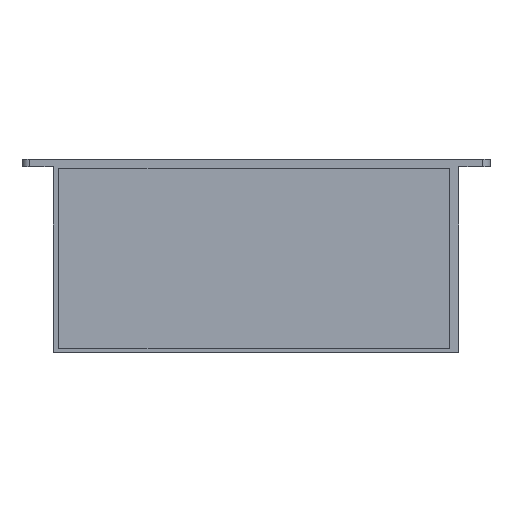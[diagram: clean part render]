
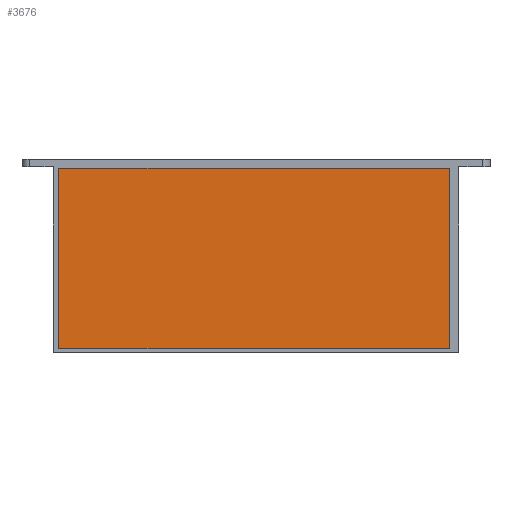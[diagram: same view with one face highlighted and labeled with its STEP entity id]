
A CAD part, front view. The second image highlights one B-rep face of the part: STEP entity #3676.
In plain terms, the highlighted planar face has unit normal (0, -1, 0).
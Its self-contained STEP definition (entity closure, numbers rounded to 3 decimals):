
#572=FACE_OUTER_BOUND('',#808,.T.);
#808=EDGE_LOOP('',(#3143,#3144,#3145,#3146));
#1095=LINE('',#8069,#1397);
#1096=LINE('',#8071,#1398);
#1097=LINE('',#8073,#1399);
#1098=LINE('',#8074,#1400);
#1397=VECTOR('',#4812,10.);
#1398=VECTOR('',#4813,10.);
#1399=VECTOR('',#4814,10.);
#1400=VECTOR('',#4815,10.);
#1756=VERTEX_POINT('',#8067);
#1757=VERTEX_POINT('',#8068);
#1758=VERTEX_POINT('',#8070);
#1759=VERTEX_POINT('',#8072);
#2251=EDGE_CURVE('',#1756,#1757,#1095,.T.);
#2252=EDGE_CURVE('',#1758,#1757,#1096,.T.);
#2253=EDGE_CURVE('',#1759,#1758,#1097,.T.);
#2254=EDGE_CURVE('',#1756,#1759,#1098,.T.);
#3143=ORIENTED_EDGE('',*,*,#2251,.T.);
#3144=ORIENTED_EDGE('',*,*,#2252,.F.);
#3145=ORIENTED_EDGE('',*,*,#2253,.F.);
#3146=ORIENTED_EDGE('',*,*,#2254,.F.);
#3473=PLANE('',#3995);
#3676=ADVANCED_FACE('',(#572),#3473,.F.);
#3995=AXIS2_PLACEMENT_3D('',#8066,#4810,#4811);
#4810=DIRECTION('center_axis',(0.,1.,0.));
#4811=DIRECTION('ref_axis',(1.,0.,0.));
#4812=DIRECTION('',(1.,0.,0.));
#4813=DIRECTION('',(0.,0.,-1.));
#4814=DIRECTION('',(1.,0.,0.));
#4815=DIRECTION('',(0.,0.,1.));
#8066=CARTESIAN_POINT('Origin',(279.,0.458,234.5));
#8067=CARTESIAN_POINT('',(173.,0.458,239.781));
#8068=CARTESIAN_POINT('',(385.,0.458,239.781));
#8069=CARTESIAN_POINT('',(402.773,0.458,239.781));
#8070=CARTESIAN_POINT('',(385.,0.458,338.));
#8071=CARTESIAN_POINT('',(385.,0.458,338.));
#8072=CARTESIAN_POINT('',(173.,0.458,338.));
#8073=CARTESIAN_POINT('',(164.994,0.458,338.));
#8074=CARTESIAN_POINT('',(173.,0.458,129.365));
